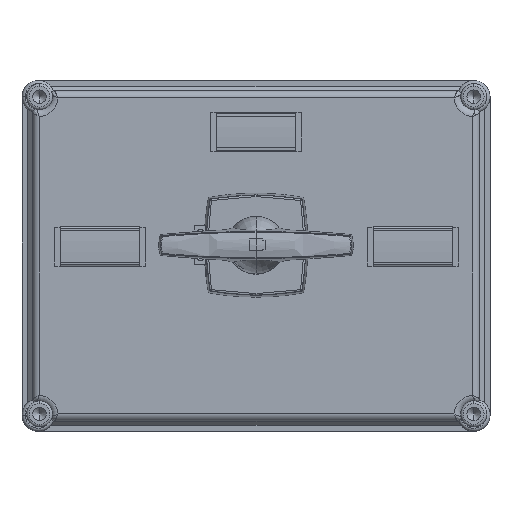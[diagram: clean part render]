
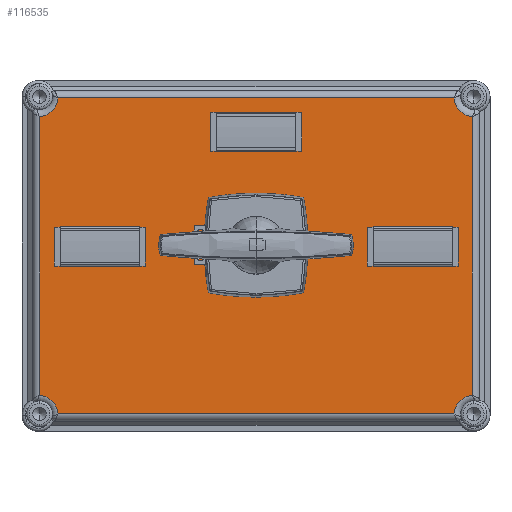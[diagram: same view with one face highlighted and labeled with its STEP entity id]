
A CAD part, top view. The second image highlights one B-rep face of the part: STEP entity #116535.
In plain terms, the highlighted face is planar.
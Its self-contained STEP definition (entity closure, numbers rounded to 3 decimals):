
#899 = VERTEX_POINT ( 'NONE', #55924 ) ;
#948 = CARTESIAN_POINT ( 'NONE',  ( -144.019, 166.939, 186.657 ) ) ;
#1483 = CIRCLE ( 'NONE', #119206, 15.25 ) ;
#1911 = EDGE_CURVE ( 'NONE', #136239, #64857, #91563, .T. ) ;
#4226 = DIRECTION ( 'NONE',  ( 0., -1., 0. ) ) ;
#5088 = CIRCLE ( 'NONE', #5132, 15.25 ) ;
#5132 = AXIS2_PLACEMENT_3D ( 'NONE', #117169, #63855, #126620 ) ;
#5383 = CARTESIAN_POINT ( 'NONE',  ( 84.764, 166.879, -134.682 ) ) ;
#10333 = EDGE_CURVE ( 'NONE', #64857, #55251, #1483, .T. ) ;
#16724 = PLANE ( 'NONE',  #132600 ) ;
#18249 = CARTESIAN_POINT ( 'NONE',  ( -158.236, 166.943, 172.439 ) ) ;
#21268 = CARTESIAN_POINT ( 'NONE',  ( 70.547, 166.883, 186.657 ) ) ;
#22539 = ORIENTED_EDGE ( 'NONE', *, *, #48218, .T. ) ;
#23882 = DIRECTION ( 'NONE',  ( 0., 0., 1. ) ) ;
#24920 = CARTESIAN_POINT ( 'NONE',  ( -146.575, 166.939, -146.343 ) ) ;
#29924 = AXIS2_PLACEMENT_3D ( 'NONE', #34924, #120880, #111037 ) ;
#34310 = CARTESIAN_POINT ( 'NONE',  ( -158.236, 166.943, 174.995 ) ) ;
#34924 = CARTESIAN_POINT ( 'NONE',  ( 85.764, 166.879, -147.343 ) ) ;
#38380 = DIRECTION ( 'NONE',  ( 0., 0., -1. ) ) ;
#38779 = CIRCLE ( 'NONE', #29924, 15.25 ) ;
#39414 = CARTESIAN_POINT ( 'NONE',  ( 73.102, 166.882, 186.657 ) ) ;
#46068 = CIRCLE ( 'NONE', #78840, 15.25 ) ;
#48218 = EDGE_CURVE ( 'NONE', #56321, #136239, #46068, .T. ) ;
#48594 = ORIENTED_EDGE ( 'NONE', *, *, #132782, .T. ) ;
#54012 = FACE_OUTER_BOUND ( 'NONE', #119291, .T. ) ;
#55107 = VERTEX_POINT ( 'NONE', #21268 ) ;
#55251 = VERTEX_POINT ( 'NONE', #948 ) ;
#55924 = CARTESIAN_POINT ( 'NONE',  ( 84.764, 166.879, 172.439 ) ) ;
#56321 = VERTEX_POINT ( 'NONE', #64448 ) ;
#57207 = DIRECTION ( 'NONE',  ( 0., 0., -1. ) ) ;
#58226 = ORIENTED_EDGE ( 'NONE', *, *, #70266, .T. ) ;
#59880 = LINE ( 'NONE', #39414, #102157 ) ;
#61985 = DIRECTION ( 'NONE',  ( 0., 0., -1. ) ) ;
#63855 = DIRECTION ( 'NONE',  ( 0., -1., 0. ) ) ;
#64448 = CARTESIAN_POINT ( 'NONE',  ( -144.019, 166.939, -146.343 ) ) ;
#64857 = VERTEX_POINT ( 'NONE', #18249 ) ;
#67876 = VECTOR ( 'NONE', #23882, 1000. ) ;
#67936 = VERTEX_POINT ( 'NONE', #76200 ) ;
#70266 = EDGE_CURVE ( 'NONE', #55251, #55107, #59880, .T. ) ;
#72667 = ORIENTED_EDGE ( 'NONE', *, *, #90890, .T. ) ;
#73529 = ORIENTED_EDGE ( 'NONE', *, *, #1911, .T. ) ;
#76200 = CARTESIAN_POINT ( 'NONE',  ( 84.764, 166.879, -132.126 ) ) ;
#78840 = AXIS2_PLACEMENT_3D ( 'NONE', #101109, #4226, #57207 ) ;
#81142 = ORIENTED_EDGE ( 'NONE', *, *, #10333, .T. ) ;
#84312 = CARTESIAN_POINT ( 'NONE',  ( 73.102, 166.882, -148.843 ) ) ;
#85769 = ORIENTED_EDGE ( 'NONE', *, *, #93626, .T. ) ;
#86962 = LINE ( 'NONE', #24920, #134264 ) ;
#89526 = DIRECTION ( 'NONE',  ( 0., 0., -1. ) ) ;
#90890 = EDGE_CURVE ( 'NONE', #67936, #115320, #38779, .T. ) ;
#91563 = LINE ( 'NONE', #34310, #67876 ) ;
#92094 = VECTOR ( 'NONE', #38380, 1000. ) ;
#93626 = EDGE_CURVE ( 'NONE', #899, #67936, #98912, .T. ) ;
#95549 = CARTESIAN_POINT ( 'NONE',  ( 70.547, 166.883, -146.343 ) ) ;
#98912 = LINE ( 'NONE', #5383, #92094 ) ;
#101109 = CARTESIAN_POINT ( 'NONE',  ( -159.236, 166.943, -147.343 ) ) ;
#101342 = CARTESIAN_POINT ( 'NONE',  ( -159.236, 166.943, 187.657 ) ) ;
#102157 = VECTOR ( 'NONE', #136328, 1000. ) ;
#102296 = CARTESIAN_POINT ( 'NONE',  ( -158.236, 166.943, -132.126 ) ) ;
#111037 = DIRECTION ( 'NONE',  ( 0., 0., -1. ) ) ;
#115320 = VERTEX_POINT ( 'NONE', #95549 ) ;
#116535 = ADVANCED_FACE ( 'NONE', ( #54012 ), #16724, .T. ) ;
#117169 = CARTESIAN_POINT ( 'NONE',  ( 85.764, 166.879, 187.657 ) ) ;
#117665 = ORIENTED_EDGE ( 'NONE', *, *, #118373, .T. ) ;
#118373 = EDGE_CURVE ( 'NONE', #55107, #899, #5088, .T. ) ;
#119206 = AXIS2_PLACEMENT_3D ( 'NONE', #101342, #123020, #89526 ) ;
#119291 = EDGE_LOOP ( 'NONE', ( #85769, #72667, #48594, #22539, #73529, #81142, #58226, #117665 ) ) ;
#120880 = DIRECTION ( 'NONE',  ( 0., -1., 0. ) ) ;
#123020 = DIRECTION ( 'NONE',  ( 0., -1., 0. ) ) ;
#123146 = DIRECTION ( 'NONE',  ( -1., 0., 0. ) ) ;
#124795 = DIRECTION ( 'NONE',  ( 0., 1., 0. ) ) ;
#126620 = DIRECTION ( 'NONE',  ( 0., 0., -1. ) ) ;
#132600 = AXIS2_PLACEMENT_3D ( 'NONE', #84312, #124795, #61985 ) ;
#132782 = EDGE_CURVE ( 'NONE', #115320, #56321, #86962, .T. ) ;
#134264 = VECTOR ( 'NONE', #123146, 1000. ) ;
#136239 = VERTEX_POINT ( 'NONE', #102296 ) ;
#136328 = DIRECTION ( 'NONE',  ( 1., 0., 0. ) ) ;
